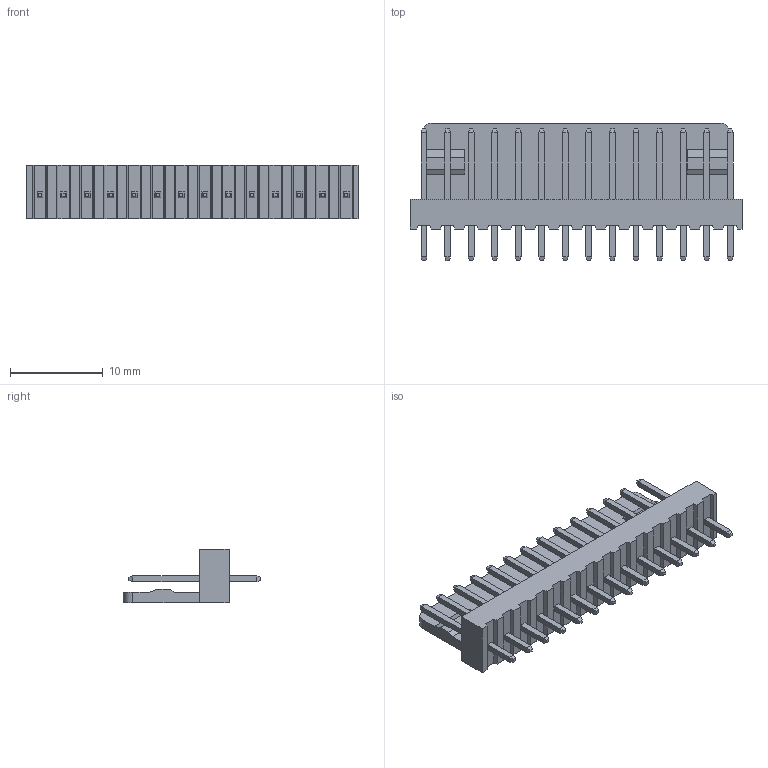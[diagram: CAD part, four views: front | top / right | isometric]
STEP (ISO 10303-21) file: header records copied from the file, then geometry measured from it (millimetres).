
FILE_DESCRIPTION (( 'STEP AP214' ), '1' );
FILE_NAME ('11633, SWR25X-NRTC-S14-ST-BA.STEP', '2012-09-20T03:12:04', ( '' ), ( '' ), 'SwSTEP 2.0', 'SolidWorks 2012', '' );
FILE_SCHEMA (( 'AUTOMOTIVE_DESIGN' ));
Length unit declared in the file: millimetre
Products named in the file (1): 11633, SWR25X-NRTC-S14-ST-BA
Bounding box: 35.8 x 14.8 x 5.8 mm (x, y, z)
Volume: 1004.7 mm3; surface area: 1668.9 mm2
Topology: 1 solids, 1 shells, 328 faces, 782 edges, 484 vertices
Faces by surface type: plane 326, cylinder 2
Entity records: 9168 total; most frequent: CARTESIAN_POINT 1595, ORIENTED_EDGE 1564, DIRECTION 1444, EDGE_CURVE 782, VECTOR 778, LINE 778, VERTEX_POINT 484, EDGE_LOOP 356
